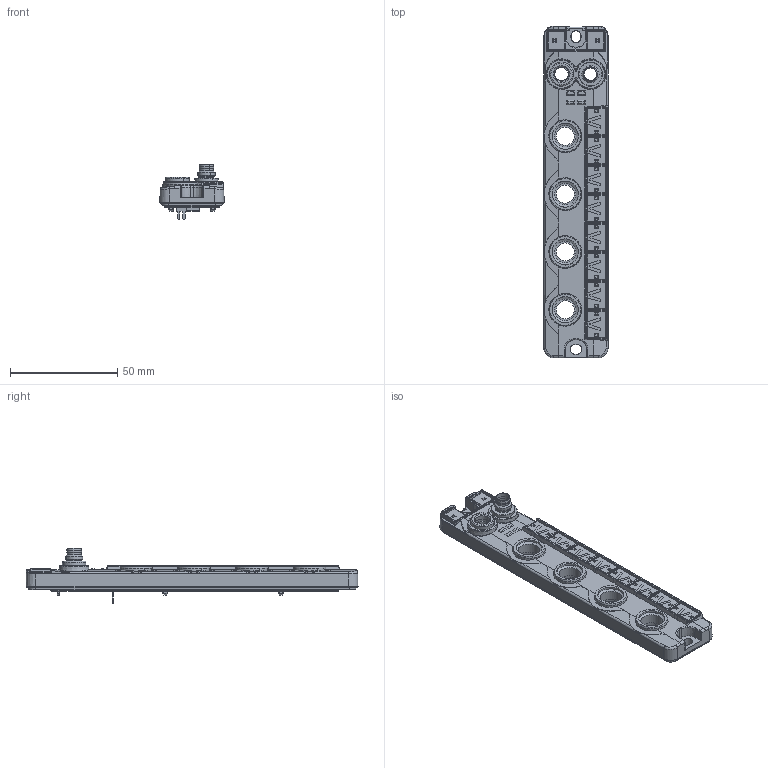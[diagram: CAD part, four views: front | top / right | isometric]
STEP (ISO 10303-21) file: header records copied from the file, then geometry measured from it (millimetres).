
FILE_DESCRIPTION(('CATIA V5 STEP Exchange','CAx-IF Rec.Pracs.--- Model Styling and Organization---1.4--- 2014-01-23'),'2;1');
FILE_NAME ('009778-2_0_1246820000_1246820000.stp','2021-05-06T09:04:11+00:00',('none'),('Weidmueller'),'CATIA Version 5-6 Release 2016 SP3 HF44','CATIA V5 STEP AP214','none');
FILE_SCHEMA(('AUTOMOTIVE_DESIGN { 1 0 10303 214 1 1 1 1 }'));
Products named in the file (1): 1246820000
Bounding box: 30 x 155 x 25.85 mm (x, y, z)
Volume: 28842 mm3; surface area: 33406.8 mm2
Topology: 16 solids, 16 shells, 5375 faces, 14871 edges, 9518 vertices
Faces by surface type: plane 2866, cylinder 1741, cone 537, bspline 128, torus 97, sphere 6
Entity records: 167714 total; most frequent: CARTESIAN_POINT 48745, ORIENTED_EDGE 29652, DIRECTION 16762, EDGE_CURVE 14826, VERTEX_POINT 9516, VECTOR 7668, LINE 7668, AXIS2_PLACEMENT_3D 6428
